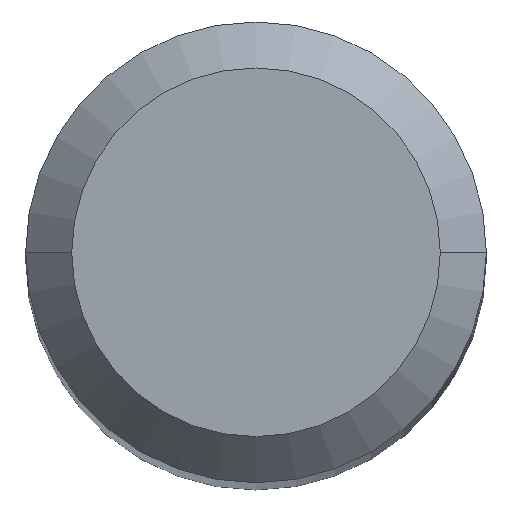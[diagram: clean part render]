
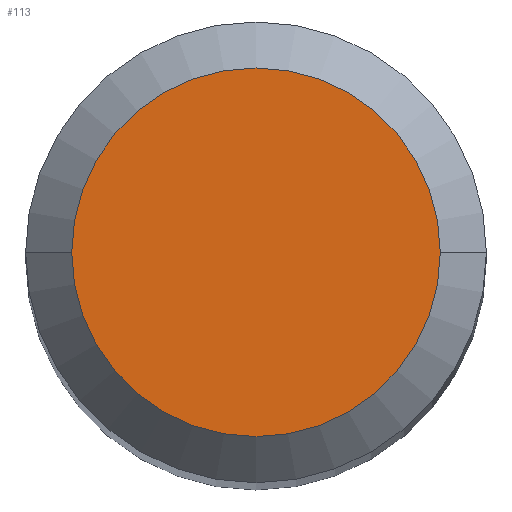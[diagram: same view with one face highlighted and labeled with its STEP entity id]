
A CAD part, top view. The second image highlights one B-rep face of the part: STEP entity #113.
In plain terms, the highlighted planar face has unit normal (0, 0, 1).
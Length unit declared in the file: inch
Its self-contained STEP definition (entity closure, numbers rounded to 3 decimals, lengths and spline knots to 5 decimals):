
#23 = PLANE ( 'NONE',  #382 ) ;
#25 = EDGE_CURVE ( 'NONE', #380, #225, #381, .T. ) ;
#36 = DIRECTION ( 'NONE',  ( 1., 0., 0. ) ) ;
#53 = DIRECTION ( 'NONE',  ( -1., 0., 0. ) ) ;
#110 = EDGE_LOOP ( 'NONE', ( #199, #391 ) ) ;
#113 = ADVANCED_FACE ( 'NONE', ( #402 ), #23, .F. ) ;
#183 = DIRECTION ( 'NONE',  ( 0., 0., 1. ) ) ;
#198 = DIRECTION ( 'NONE',  ( 1., 0., 0. ) ) ;
#199 = ORIENTED_EDGE ( 'NONE', *, *, #25, .T. ) ;
#225 = VERTEX_POINT ( 'NONE', #472 ) ;
#276 = AXIS2_PLACEMENT_3D ( 'NONE', #354, #384, #198 ) ;
#334 = EDGE_CURVE ( 'NONE', #225, #380, #468, .T. ) ;
#336 = AXIS2_PLACEMENT_3D ( 'NONE', #377, #183, #36 ) ;
#354 = CARTESIAN_POINT ( 'NONE',  ( 0., 0., 0. ) ) ;
#364 = DIRECTION ( 'NONE',  ( 0., 0., -1. ) ) ;
#377 = CARTESIAN_POINT ( 'NONE',  ( 0., 0., 0. ) ) ;
#380 = VERTEX_POINT ( 'NONE', #478 ) ;
#381 = CIRCLE ( 'NONE', #276, 0.05 ) ;
#382 = AXIS2_PLACEMENT_3D ( 'NONE', #401, #364, #53 ) ;
#384 = DIRECTION ( 'NONE',  ( 0., 0., 1. ) ) ;
#391 = ORIENTED_EDGE ( 'NONE', *, *, #334, .T. ) ;
#401 = CARTESIAN_POINT ( 'NONE',  ( 0., 0., 0. ) ) ;
#402 = FACE_OUTER_BOUND ( 'NONE', #110, .T. ) ;
#468 = CIRCLE ( 'NONE', #336, 0.05 ) ;
#472 = CARTESIAN_POINT ( 'NONE',  ( 0.05, 0., 0. ) ) ;
#478 = CARTESIAN_POINT ( 'NONE',  ( -0.05, 0., 0. ) ) ;
